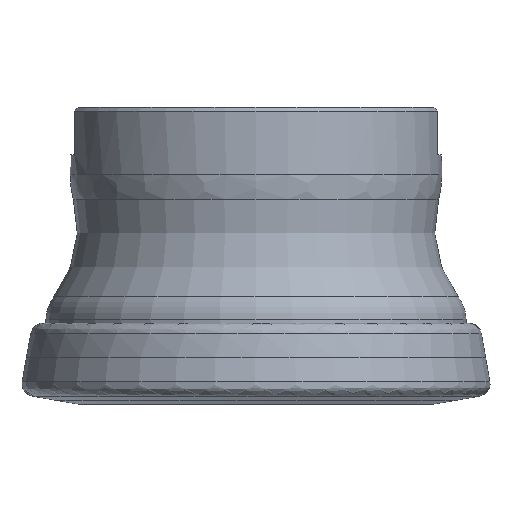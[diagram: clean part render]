
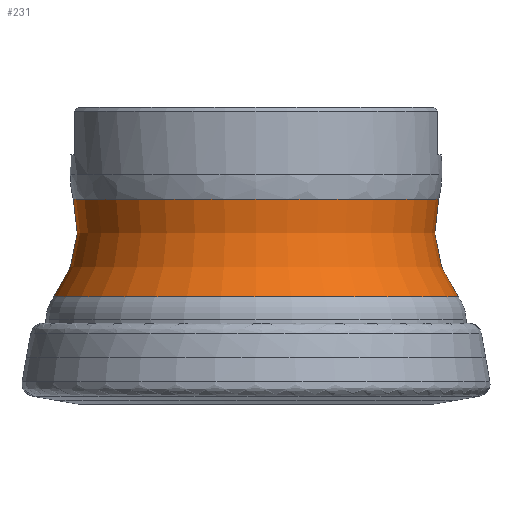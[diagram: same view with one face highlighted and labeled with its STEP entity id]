
A CAD part, left-side view. The second image highlights one B-rep face of the part: STEP entity #231.
In plain terms, the highlighted toroidal (fillet/blend) face has major radius 39.037 mm and minor radius 15 mm.
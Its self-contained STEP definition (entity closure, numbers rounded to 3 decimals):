
#92=TOROIDAL_SURFACE('',#918,39.037,15.);
#231=ADVANCED_FACE('',(#331,#332),#92,.F.);
#331=FACE_BOUND('',#408,.T.);
#332=FACE_BOUND('',#409,.T.);
#408=EDGE_LOOP('',(#546));
#409=EDGE_LOOP('',(#547));
#546=ORIENTED_EDGE('',*,*,#735,.T.);
#547=ORIENTED_EDGE('',*,*,#736,.T.);
#658=VERTEX_POINT('',#1446);
#659=VERTEX_POINT('',#1448);
#735=EDGE_CURVE('',#658,#658,#783,.T.);
#736=EDGE_CURVE('',#659,#659,#784,.T.);
#783=CIRCLE('',#916,27.199);
#784=CIRCLE('',#917,24.562);
#916=AXIS2_PLACEMENT_3D('',#1445,#1097,#1098);
#917=AXIS2_PLACEMENT_3D('',#1447,#1099,#1100);
#918=AXIS2_PLACEMENT_3D('',#1449,#1101,#1102);
#1097=DIRECTION('',(0.,0.,1.));
#1098=DIRECTION('',(1.,0.,0.));
#1099=DIRECTION('',(0.,0.,-1.));
#1100=DIRECTION('',(-1.,0.,0.));
#1101=DIRECTION('',(0.,0.,1.));
#1102=DIRECTION('',(1.,0.,0.));
#1445=CARTESIAN_POINT('',(0.,0.,-25.501));
#1446=CARTESIAN_POINT('',(27.199,0.,-25.501));
#1447=CARTESIAN_POINT('',(0.,0.,-12.353));
#1448=CARTESIAN_POINT('',(-24.562,0.,-12.353));
#1449=CARTESIAN_POINT('',(0.,0.,-16.288));
